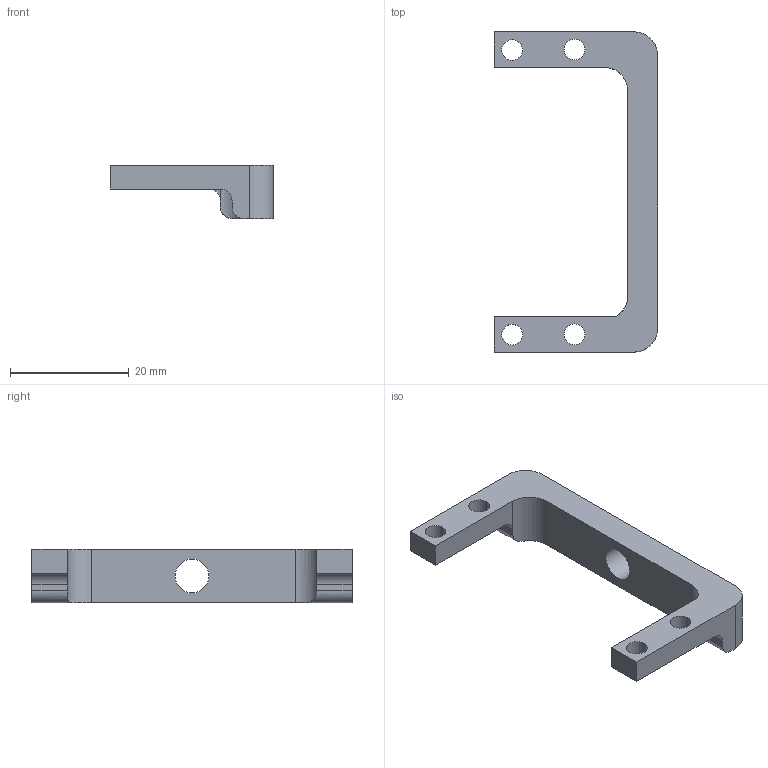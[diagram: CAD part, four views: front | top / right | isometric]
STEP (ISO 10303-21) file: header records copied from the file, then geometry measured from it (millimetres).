
FILE_DESCRIPTION(/* description */ (''),/* implementation_level */ '2;1');
FILE_NAME(/* name */ 'Servo_Mount_Turntable_V1.stp',/* time_stamp */ '2024-03-03T17:22:59-05:00',/* author */ ('Hemant'),/* organization */ (''),/* preprocessor_version */ 'ST-DEVELOPER v19.2',/* originating_system */ 'Autodesk Inventor 2024',/* authorisation */ '');
FILE_SCHEMA (('AUTOMOTIVE_DESIGN { 1 0 10303 214 3 1 1 }'));
Length unit declared in the file: millimetre
Products named in the file (1): Servo_Mount_Turntable_V1
Bounding box: 27.5 x 53.97 x 9 mm (x, y, z)
Volume: 3394.1 mm3; surface area: 2617.3 mm2
Topology: 1 solids, 1 shells, 27 faces, 72 edges, 47 vertices
Faces by surface type: plane 14, cylinder 13
Full cylindrical faces by diameter (mm): 3.5 x4, 5.7 x1
Entity records: 924 total; most frequent: CARTESIAN_POINT 167, DIRECTION 149, ORIENTED_EDGE 144, EDGE_CURVE 72, AXIS2_PLACEMENT_3D 51, LINE 47, VECTOR 47, VERTEX_POINT 47
